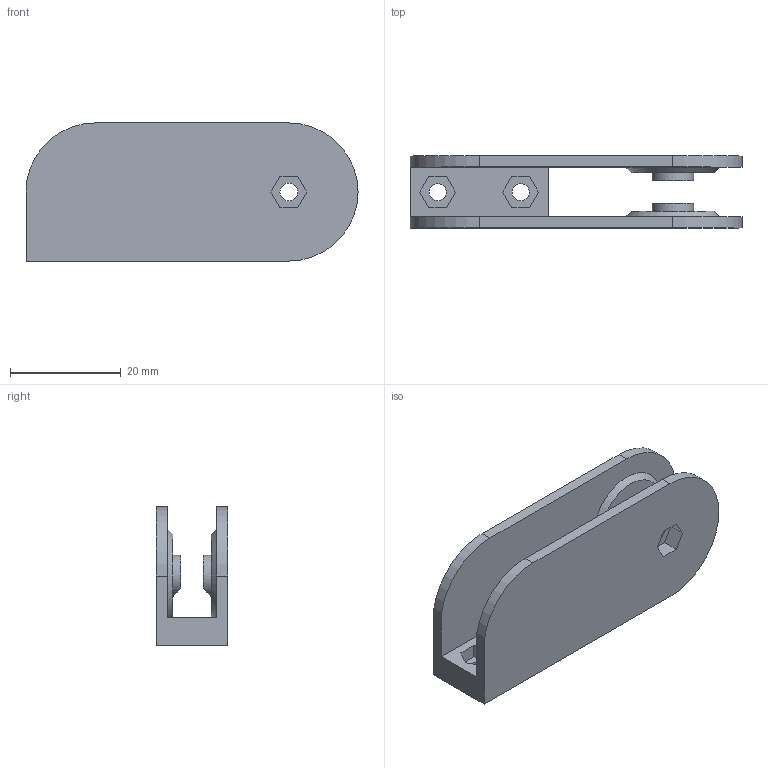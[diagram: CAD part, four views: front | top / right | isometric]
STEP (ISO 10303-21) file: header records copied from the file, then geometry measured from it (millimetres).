
FILE_DESCRIPTION((''),'2;1');
FILE_NAME('z pulley holder.ipt.step','2013-10-18T14:32:33',(''),(''),'Autodesk Inventor 2013','Autodesk Inventor 2013','');
FILE_SCHEMA(('AUTOMOTIVE_DESIGN { 1 0 10303 214 1 1 1 1 }'));
Length unit declared in the file: millimetre
Products named in the file (1): z pulley holder
Bounding box: 60 x 13 x 25 mm (x, y, z)
Volume: 6871.4 mm3; surface area: 6840 mm2
Topology: 1 solids, 1 shells, 51 faces, 122 edges, 81 vertices
Faces by surface type: plane 38, cylinder 11, cone 2
Full cylindrical faces by diameter (mm): 3.1 x2, 3.2 x2, 6.5 x1, 7.5 x2
Entity records: 1476 total; most frequent: DIRECTION 248, CARTESIAN_POINT 246, ORIENTED_EDGE 228, EDGE_CURVE 114, VECTOR 84, LINE 84, AXIS2_PLACEMENT_3D 82, VERTEX_POINT 80
